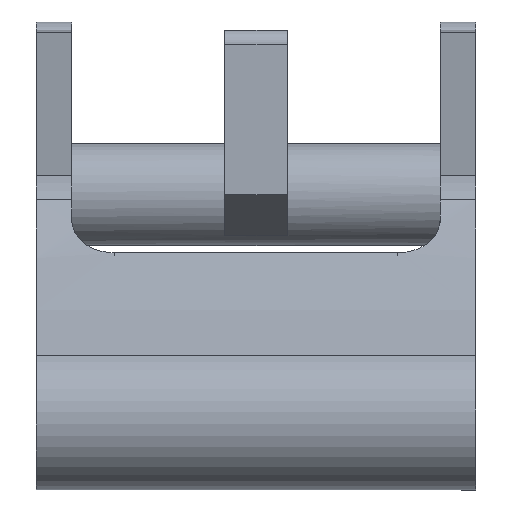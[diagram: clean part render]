
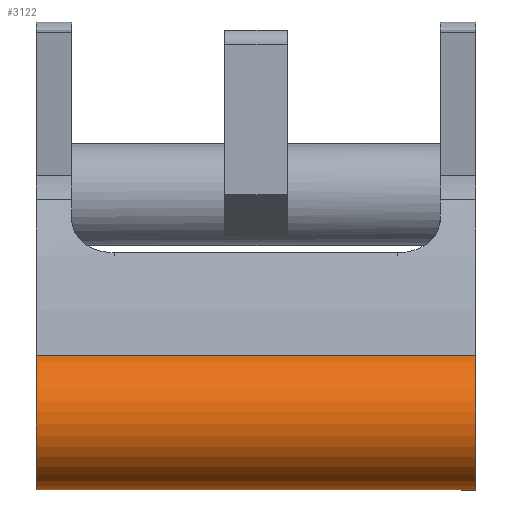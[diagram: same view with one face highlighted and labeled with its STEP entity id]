
A CAD part, top view. The second image highlights one B-rep face of the part: STEP entity #3122.
In plain terms, the highlighted cylindrical face has radius 2.5 mm (diameter 5 mm), a partial arc.
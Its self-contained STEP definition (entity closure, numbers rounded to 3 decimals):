
#2970=AXIS2_PLACEMENT_3D('Circle Axis2P3D',#2968,#2969,$) ;
#3102=AXIS2_PLACEMENT_3D('Cylinder Axis2P3D',#3099,#3100,#3101) ;
#3113=AXIS2_PLACEMENT_3D('Circle Axis2P3D',#3111,#3112,$) ;
#2965=CARTESIAN_POINT('Vertex',(15.5,4.726,44.238)) ;
#2968=CARTESIAN_POINT('Axis2P3D Location',(15.5,2.5,43.1)) ;
#2972=CARTESIAN_POINT('Vertex',(15.5,0.,43.1)) ;
#3073=CARTESIAN_POINT('Line Origine',(-0.05,0.,43.1)) ;
#3077=CARTESIAN_POINT('Vertex',(0.,0.,43.1)) ;
#3099=CARTESIAN_POINT('Axis2P3D Location',(-0.05,2.5,43.1)) ;
#3104=CARTESIAN_POINT('Line Origine',(-0.05,4.726,44.238)) ;
#3108=CARTESIAN_POINT('Vertex',(0.,4.726,44.238)) ;
#3111=CARTESIAN_POINT('Axis2P3D Location',(0.,2.5,43.1)) ;
#2969=DIRECTION('Axis2P3D Direction',(1.,0.,0.)) ;
#3074=DIRECTION('Vector Direction',(1.,0.,0.)) ;
#3100=DIRECTION('Axis2P3D Direction',(1.,0.,0.)) ;
#3101=DIRECTION('Axis2P3D XDirection',(0.,1.,0.)) ;
#3105=DIRECTION('Vector Direction',(1.,0.,0.)) ;
#3112=DIRECTION('Axis2P3D Direction',(1.,0.,0.)) ;
#3075=VECTOR('Line Direction',#3074,1.) ;
#3106=VECTOR('Line Direction',#3105,1.) ;
#3117=ORIENTED_EDGE('',*,*,#3079,.T.) ;
#3118=ORIENTED_EDGE('',*,*,#2974,.F.) ;
#3119=ORIENTED_EDGE('',*,*,#3110,.F.) ;
#3120=ORIENTED_EDGE('',*,*,#3115,.F.) ;
#3122=ADVANCED_FACE('HALTEB\X2\00DC\X0\GEL',(#3121),#3103,.T.) ;
#2971=CIRCLE('generated circle',#2970,2.5) ;
#3114=CIRCLE('generated circle',#3113,2.5) ;
#3103=CYLINDRICAL_SURFACE('generated cylinder',#3102,2.5) ;
#2974=EDGE_CURVE('',#2966,#2973,#2971,.T.) ;
#3079=EDGE_CURVE('',#3078,#2973,#3076,.T.) ;
#3110=EDGE_CURVE('',#3109,#2966,#3107,.T.) ;
#3115=EDGE_CURVE('',#3078,#3109,#3114,.F.) ;
#3116=EDGE_LOOP('',(#3117,#3118,#3119,#3120)) ;
#3121=FACE_OUTER_BOUND('',#3116,.T.) ;
#3076=LINE('Line',#3073,#3075) ;
#3107=LINE('Line',#3104,#3106) ;
#2966=VERTEX_POINT('',#2965) ;
#2973=VERTEX_POINT('',#2972) ;
#3078=VERTEX_POINT('',#3077) ;
#3109=VERTEX_POINT('',#3108) ;
